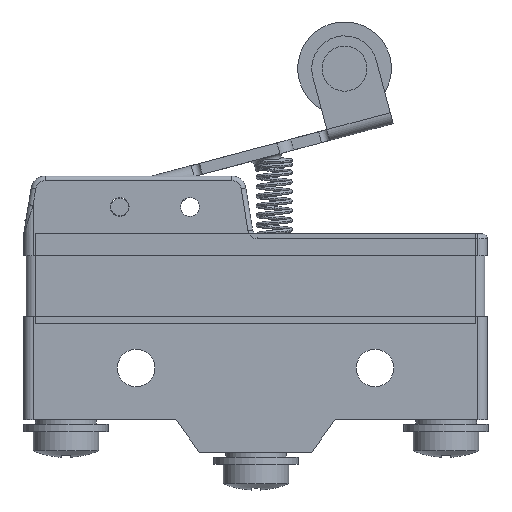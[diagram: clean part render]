
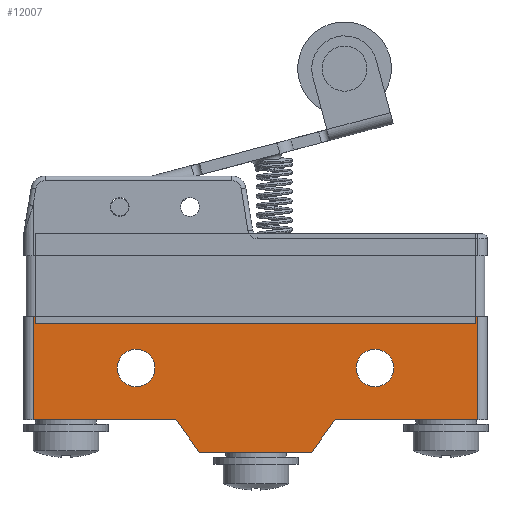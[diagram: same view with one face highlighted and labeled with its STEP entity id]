
A CAD part, front view. The second image highlights one B-rep face of the part: STEP entity #12007.
In plain terms, the highlighted planar face has unit normal (0, -1, 0).
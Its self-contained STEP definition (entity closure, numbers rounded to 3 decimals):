
#3577=DIRECTION('',(0.,0.,-1.));
#3578=VECTOR('',#3577,0.78);
#3579=CARTESIAN_POINT('',(-23.5,-8.75,-6.5));
#3580=LINE('',#3579,#3578);
#3581=DIRECTION('',(-1.,0.,0.));
#3582=VECTOR('',#3581,47.);
#3583=CARTESIAN_POINT('',(23.5,-8.75,-7.28));
#3584=LINE('',#3583,#3582);
#3585=DIRECTION('',(0.,0.,-1.));
#3586=VECTOR('',#3585,0.78);
#3587=CARTESIAN_POINT('',(23.5,-8.75,-6.5));
#3588=LINE('',#3587,#3586);
#3589=DIRECTION('',(1.,0.,0.));
#3590=VECTOR('',#3589,0.25);
#3591=CARTESIAN_POINT('',(23.5,-8.75,-6.5));
#3592=LINE('',#3591,#3590);
#3593=DIRECTION('',(0.,0.,1.));
#3594=VECTOR('',#3593,11.);
#3595=CARTESIAN_POINT('',(23.75,-8.75,-17.5));
#3596=LINE('',#3595,#3594);
#3597=DIRECTION('',(-1.,0.,0.));
#3598=VECTOR('',#3597,15.25);
#3599=CARTESIAN_POINT('',(23.75,-8.75,-17.5));
#3600=LINE('',#3599,#3598);
#3601=DIRECTION('',(-0.581,0.,-0.814));
#3602=VECTOR('',#3601,4.301);
#3603=CARTESIAN_POINT('',(8.5,-8.75,-17.5));
#3604=LINE('',#3603,#3602);
#3605=DIRECTION('',(-1.,0.,0.));
#3606=VECTOR('',#3605,12.);
#3607=CARTESIAN_POINT('',(6.,-8.75,-21.));
#3608=LINE('',#3607,#3606);
#3609=DIRECTION('',(-0.581,0.,0.814));
#3610=VECTOR('',#3609,4.301);
#3611=CARTESIAN_POINT('',(-6.,-8.75,-21.));
#3612=LINE('',#3611,#3610);
#3613=DIRECTION('',(-1.,0.,0.));
#3614=VECTOR('',#3613,15.25);
#3615=CARTESIAN_POINT('',(-8.5,-8.75,-17.5));
#3616=LINE('',#3615,#3614);
#3617=DIRECTION('',(0.,0.,-1.));
#3618=VECTOR('',#3617,11.);
#3619=CARTESIAN_POINT('',(-23.75,-8.75,-6.5));
#3620=LINE('',#3619,#3618);
#3621=DIRECTION('',(1.,0.,0.));
#3622=VECTOR('',#3621,0.25);
#3623=CARTESIAN_POINT('',(-23.75,-8.75,-6.5));
#3624=LINE('',#3623,#3622);
#3625=CARTESIAN_POINT('',(-12.75,-8.75,-12.));
#3626=DIRECTION('',(0.,1.,0.));
#3627=DIRECTION('',(-1.,0.,0.));
#3628=AXIS2_PLACEMENT_3D('',#3625,#3626,#3627);
#3630=CARTESIAN_POINT('',(-12.75,-8.75,-12.));
#3631=DIRECTION('',(0.,1.,0.));
#3632=DIRECTION('',(1.,0.,0.));
#3633=AXIS2_PLACEMENT_3D('',#3630,#3631,#3632);
#3635=CARTESIAN_POINT('',(12.75,-8.75,-12.));
#3636=DIRECTION('',(0.,-1.,0.));
#3637=DIRECTION('',(1.,0.,0.));
#3638=AXIS2_PLACEMENT_3D('',#3635,#3636,#3637);
#3640=CARTESIAN_POINT('',(12.75,-8.75,-12.));
#3641=DIRECTION('',(0.,-1.,0.));
#3642=DIRECTION('',(-1.,0.,0.));
#3643=AXIS2_PLACEMENT_3D('',#3640,#3641,#3642);
#5969=CARTESIAN_POINT('',(8.5,-8.75,-17.5));
#5970=CARTESIAN_POINT('',(6.,-8.75,-21.));
#5971=VERTEX_POINT('',#5969);
#5972=VERTEX_POINT('',#5970);
#5973=CARTESIAN_POINT('',(-6.,-8.75,-21.));
#5974=VERTEX_POINT('',#5973);
#5975=CARTESIAN_POINT('',(-8.5,-8.75,-17.5));
#5976=VERTEX_POINT('',#5975);
#5981=CARTESIAN_POINT('',(14.75,-8.75,-12.));
#5982=CARTESIAN_POINT('',(10.75,-8.75,-12.));
#5983=VERTEX_POINT('',#5981);
#5984=VERTEX_POINT('',#5982);
#5989=CARTESIAN_POINT('',(-14.75,-8.75,-12.));
#5990=CARTESIAN_POINT('',(-10.75,-8.75,-12.));
#5991=VERTEX_POINT('',#5989);
#5992=VERTEX_POINT('',#5990);
#6001=CARTESIAN_POINT('',(-23.75,-8.75,-17.5));
#6003=VERTEX_POINT('',#6001);
#6007=CARTESIAN_POINT('',(-23.75,-8.75,-6.5));
#6008=VERTEX_POINT('',#6007);
#6013=CARTESIAN_POINT('',(23.75,-8.75,-17.5));
#6014=VERTEX_POINT('',#6013);
#6015=CARTESIAN_POINT('',(23.75,-8.75,-6.5));
#6016=VERTEX_POINT('',#6015);
#6880=CARTESIAN_POINT('',(-23.5,-8.75,-6.5));
#6881=CARTESIAN_POINT('',(-23.5,-8.75,-7.28));
#6882=VERTEX_POINT('',#6880);
#6883=VERTEX_POINT('',#6881);
#6884=CARTESIAN_POINT('',(23.5,-8.75,-6.5));
#6885=CARTESIAN_POINT('',(23.5,-8.75,-7.28));
#6886=VERTEX_POINT('',#6884);
#6887=VERTEX_POINT('',#6885);
#11965=CARTESIAN_POINT('',(0.,-8.75,0.));
#11966=DIRECTION('',(0.,1.,0.));
#11967=DIRECTION('',(1.,0.,0.));
#11968=AXIS2_PLACEMENT_3D('',#11965,#11966,#11967);
#11969=PLANE('',#11968);
#11970=ORIENTED_EDGE('',*,*,#11951,.T.);
#11972=ORIENTED_EDGE('',*,*,#11971,.F.);
#11974=ORIENTED_EDGE('',*,*,#11973,.F.);
#11976=ORIENTED_EDGE('',*,*,#11975,.T.);
#11978=ORIENTED_EDGE('',*,*,#11977,.F.);
#11980=ORIENTED_EDGE('',*,*,#11979,.T.);
#11982=ORIENTED_EDGE('',*,*,#11981,.T.);
#11984=ORIENTED_EDGE('',*,*,#11983,.T.);
#11986=ORIENTED_EDGE('',*,*,#11985,.T.);
#11988=ORIENTED_EDGE('',*,*,#11987,.T.);
#11990=ORIENTED_EDGE('',*,*,#11989,.F.);
#11992=ORIENTED_EDGE('',*,*,#11991,.T.);
#11993=EDGE_LOOP('',(#11970,#11972,#11974,#11976,#11978,#11980,#11982,#11984,
#11986,#11988,#11990,#11992));
#11994=FACE_OUTER_BOUND('',#11993,.F.);
#11996=ORIENTED_EDGE('',*,*,#11995,.F.);
#11998=ORIENTED_EDGE('',*,*,#11997,.F.);
#11999=EDGE_LOOP('',(#11996,#11998));
#12000=FACE_BOUND('',#11999,.F.);
#12002=ORIENTED_EDGE('',*,*,#12001,.T.);
#12004=ORIENTED_EDGE('',*,*,#12003,.T.);
#12005=EDGE_LOOP('',(#12002,#12004));
#12006=FACE_BOUND('',#12005,.F.);
#12007=ADVANCED_FACE('',(#11994,#12000,#12006),#11969,.F.);
#3629=CIRCLE('',#3628,2.);
#3634=CIRCLE('',#3633,2.);
#3639=CIRCLE('',#3638,2.);
#3644=CIRCLE('',#3643,2.);
#11951=EDGE_CURVE('',#6882,#6883,#3580,.T.);
#11971=EDGE_CURVE('',#6887,#6883,#3584,.T.);
#11973=EDGE_CURVE('',#6886,#6887,#3588,.T.);
#11975=EDGE_CURVE('',#6886,#6016,#3592,.T.);
#11977=EDGE_CURVE('',#6014,#6016,#3596,.T.);
#11979=EDGE_CURVE('',#6014,#5971,#3600,.T.);
#11981=EDGE_CURVE('',#5971,#5972,#3604,.T.);
#11983=EDGE_CURVE('',#5972,#5974,#3608,.T.);
#11985=EDGE_CURVE('',#5974,#5976,#3612,.T.);
#11987=EDGE_CURVE('',#5976,#6003,#3616,.T.);
#11989=EDGE_CURVE('',#6008,#6003,#3620,.T.);
#11991=EDGE_CURVE('',#6008,#6882,#3624,.T.);
#11995=EDGE_CURVE('',#5991,#5992,#3629,.T.);
#11997=EDGE_CURVE('',#5992,#5991,#3634,.T.);
#12001=EDGE_CURVE('',#5983,#5984,#3639,.T.);
#12003=EDGE_CURVE('',#5984,#5983,#3644,.T.);
